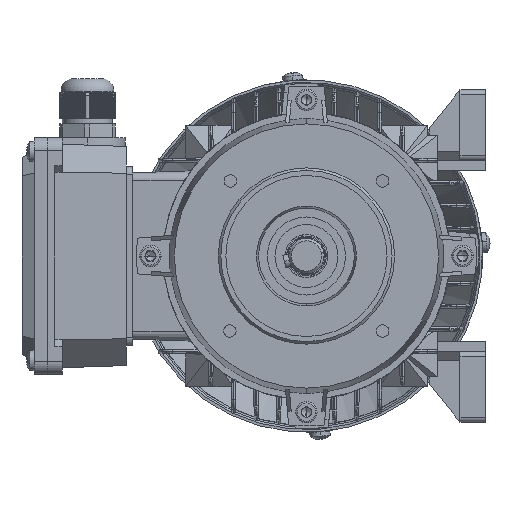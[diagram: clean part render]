
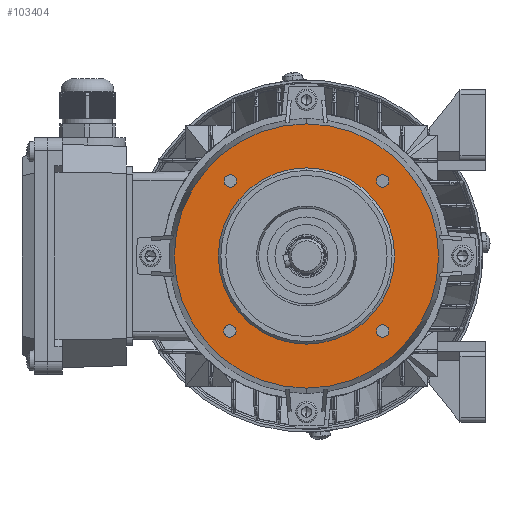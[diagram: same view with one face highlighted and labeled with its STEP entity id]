
A CAD part, left-side view. The second image highlights one B-rep face of the part: STEP entity #103404.
In plain terms, the highlighted face is planar.
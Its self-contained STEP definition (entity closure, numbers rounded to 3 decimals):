
#10174 = DIRECTION ( 'NONE',  ( 0., 0., 1. ) ) ;
#10224 = CARTESIAN_POINT ( 'NONE',  ( -52.5, 0., 31. ) ) ;
#10707 = DIRECTION ( 'NONE',  ( 1., 0., 0. ) ) ;
#44315 = CARTESIAN_POINT ( 'NONE',  ( 52.5, 0., 31. ) ) ;
#44316 = CARTESIAN_POINT ( 'NONE',  ( -52.5, 0., 31. ) ) ;
#44317 = DIRECTION ( 'NONE',  ( -1., 0., 0. ) ) ;
#44318 = DIRECTION ( 'NONE',  ( 0., 0., -1. ) ) ;
#44319 = CARTESIAN_POINT ( 'NONE',  ( 0., 0., 31. ) ) ;
#44320 = AXIS2_PLACEMENT_3D ( 'NONE', #44319, #44318, #44317 ) ;
#44325 = CIRCLE ( 'NONE', #44320, 52.5 ) ;
#44423 = CARTESIAN_POINT ( 'NONE',  ( -35., 0., 31. ) ) ;
#44424 = DIRECTION ( 'NONE',  ( -1., 0., 0. ) ) ;
#44425 = DIRECTION ( 'NONE',  ( 0., 0., -1. ) ) ;
#44426 = CARTESIAN_POINT ( 'NONE',  ( 0., 0., 31. ) ) ;
#44427 = AXIS2_PLACEMENT_3D ( 'NONE', #44426, #44425, #44424 ) ;
#44428 = CIRCLE ( 'NONE', #44427, 35. ) ;
#44429 = CARTESIAN_POINT ( 'NONE',  ( 35., 0., 31. ) ) ;
#44676 = CARTESIAN_POINT ( 'NONE',  ( 32.266, -30.294, 31. ) ) ;
#44677 = CARTESIAN_POINT ( 'NONE',  ( 27.349, -30.294, 31. ) ) ;
#44678 = DIRECTION ( 'NONE',  ( 1., 0., 0. ) ) ;
#44679 = DIRECTION ( 'NONE',  ( 0., 0., 1. ) ) ;
#44680 = CARTESIAN_POINT ( 'NONE',  ( 29.808, -30.294, 31. ) ) ;
#44681 = AXIS2_PLACEMENT_3D ( 'NONE', #44680, #44679, #44678 ) ;
#44687 = CIRCLE ( 'NONE', #44681, 2.459 ) ;
#44697 = CARTESIAN_POINT ( 'NONE',  ( -27.349, -30.294, 31. ) ) ;
#44698 = DIRECTION ( 'NONE',  ( 1., 0., 0. ) ) ;
#44699 = DIRECTION ( 'NONE',  ( 0., 0., 1. ) ) ;
#44700 = CARTESIAN_POINT ( 'NONE',  ( -29.808, -30.294, 31. ) ) ;
#44701 = AXIS2_PLACEMENT_3D ( 'NONE', #44700, #44699, #44698 ) ;
#44702 = CARTESIAN_POINT ( 'NONE',  ( -32.266, -30.294, 31. ) ) ;
#44707 = CIRCLE ( 'NONE', #44701, 2.458 ) ;
#45013 = CARTESIAN_POINT ( 'NONE',  ( -27.338, 30.438, 31. ) ) ;
#45014 = CARTESIAN_POINT ( 'NONE',  ( -32.255, 30.438, 31. ) ) ;
#45015 = DIRECTION ( 'NONE',  ( 1., 0., 0. ) ) ;
#45016 = DIRECTION ( 'NONE',  ( 0., 0., 1. ) ) ;
#45017 = CARTESIAN_POINT ( 'NONE',  ( -29.797, 30.438, 31. ) ) ;
#45018 = AXIS2_PLACEMENT_3D ( 'NONE', #45017, #45016, #45015 ) ;
#45023 = CIRCLE ( 'NONE', #45018, 2.458 ) ;
#45157 = DIRECTION ( 'NONE',  ( 1., 0., 0. ) ) ;
#45158 = DIRECTION ( 'NONE',  ( 0., 0., 1. ) ) ;
#45159 = CARTESIAN_POINT ( 'NONE',  ( 29.808, 30.294, 31. ) ) ;
#45160 = AXIS2_PLACEMENT_3D ( 'NONE', #45159, #45158, #45157 ) ;
#45167 = CIRCLE ( 'NONE', #45160, 2.459 ) ;
#45218 = CARTESIAN_POINT ( 'NONE',  ( 32.266, 30.294, 31. ) ) ;
#45219 = CARTESIAN_POINT ( 'NONE',  ( 27.349, 30.294, 31. ) ) ;
#47251 = DIRECTION ( 'NONE',  ( 1., 0., 0. ) ) ;
#47252 = DIRECTION ( 'NONE',  ( 0., 0., 1. ) ) ;
#47253 = CARTESIAN_POINT ( 'NONE',  ( -29.797, 30.438, 31. ) ) ;
#47254 = AXIS2_PLACEMENT_3D ( 'NONE', #47253, #47252, #47251 ) ;
#47255 = CIRCLE ( 'NONE', #47254, 2.458 ) ;
#47281 = DIRECTION ( 'NONE',  ( 1., 0., 0. ) ) ;
#47282 = DIRECTION ( 'NONE',  ( 0., 0., 1. ) ) ;
#47283 = CARTESIAN_POINT ( 'NONE',  ( 29.808, 30.294, 31. ) ) ;
#47284 = AXIS2_PLACEMENT_3D ( 'NONE', #47283, #47282, #47281 ) ;
#47285 = CIRCLE ( 'NONE', #47284, 2.459 ) ;
#49286 = DIRECTION ( 'NONE',  ( 1., 0., 0. ) ) ;
#49287 = DIRECTION ( 'NONE',  ( 0., 0., 1. ) ) ;
#49288 = CARTESIAN_POINT ( 'NONE',  ( 29.808, -30.294, 31. ) ) ;
#49289 = AXIS2_PLACEMENT_3D ( 'NONE', #49288, #49287, #49286 ) ;
#49290 = CIRCLE ( 'NONE', #49289, 2.459 ) ;
#49365 = DIRECTION ( 'NONE',  ( 1., 0., 0. ) ) ;
#49366 = DIRECTION ( 'NONE',  ( 0., 0., 1. ) ) ;
#49367 = CARTESIAN_POINT ( 'NONE',  ( -29.808, -30.294, 31. ) ) ;
#49368 = AXIS2_PLACEMENT_3D ( 'NONE', #49367, #49366, #49365 ) ;
#49369 = CIRCLE ( 'NONE', #49368, 2.458 ) ;
#49840 = AXIS2_PLACEMENT_3D ( 'NONE', #10224, #10174, #10707 ) ;
#49841 = PLANE ( 'NONE',  #49840 ) ;
#49842 = FACE_BOUND ( 'NONE', #103476, .T. ) ;
#49843 = FACE_BOUND ( 'NONE', #103473, .T. ) ;
#49844 = FACE_BOUND ( 'NONE', #103470, .T. ) ;
#49845 = FACE_BOUND ( 'NONE', #103412, .T. ) ;
#49846 = FACE_BOUND ( 'NONE', #103409, .T. ) ;
#49852 = FACE_OUTER_BOUND ( 'NONE', #103405, .T. ) ;
#49885 = DIRECTION ( 'NONE',  ( -1., 0., 0. ) ) ;
#49886 = DIRECTION ( 'NONE',  ( 0., 0., -1. ) ) ;
#49887 = CARTESIAN_POINT ( 'NONE',  ( 0., 0., 31. ) ) ;
#49888 = AXIS2_PLACEMENT_3D ( 'NONE', #49887, #49886, #49885 ) ;
#49893 = CIRCLE ( 'NONE', #49888, 35. ) ;
#49901 = DIRECTION ( 'NONE',  ( -1., 0., 0. ) ) ;
#49902 = DIRECTION ( 'NONE',  ( 0., 0., -1. ) ) ;
#49903 = CARTESIAN_POINT ( 'NONE',  ( 0., 0., 31. ) ) ;
#49904 = AXIS2_PLACEMENT_3D ( 'NONE', #49903, #49902, #49901 ) ;
#49905 = CIRCLE ( 'NONE', #49904, 52.5 ) ;
#100366 = EDGE_CURVE ( 'NONE', #100367, #100368, #44325, .T. ) ;
#100367 = VERTEX_POINT ( 'NONE', #44316 ) ;
#100368 = VERTEX_POINT ( 'NONE', #44315 ) ;
#100423 = VERTEX_POINT ( 'NONE', #44429 ) ;
#100425 = EDGE_CURVE ( 'NONE', #100426, #100423, #44428, .T. ) ;
#100426 = VERTEX_POINT ( 'NONE', #44423 ) ;
#100533 = EDGE_CURVE ( 'NONE', #100534, #100535, #44687, .T. ) ;
#100534 = VERTEX_POINT ( 'NONE', #44677 ) ;
#100535 = VERTEX_POINT ( 'NONE', #44676 ) ;
#100550 = EDGE_CURVE ( 'NONE', #100551, #100552, #44707, .T. ) ;
#100551 = VERTEX_POINT ( 'NONE', #44702 ) ;
#100552 = VERTEX_POINT ( 'NONE', #44697 ) ;
#100697 = EDGE_CURVE ( 'NONE', #100698, #100699, #45023, .T. ) ;
#100698 = VERTEX_POINT ( 'NONE', #45014 ) ;
#100699 = VERTEX_POINT ( 'NONE', #45013 ) ;
#100766 = EDGE_CURVE ( 'NONE', #100767, #100768, #45167, .T. ) ;
#100767 = VERTEX_POINT ( 'NONE', #45219 ) ;
#100768 = VERTEX_POINT ( 'NONE', #45218 ) ;
#101797 = EDGE_CURVE ( 'NONE', #100699, #100698, #47255, .T. ) ;
#101816 = EDGE_CURVE ( 'NONE', #100768, #100767, #47285, .T. ) ;
#102957 = EDGE_CURVE ( 'NONE', #100535, #100534, #49290, .T. ) ;
#103019 = EDGE_CURVE ( 'NONE', #100552, #100551, #49369, .T. ) ;
#103404 = ADVANCED_FACE ( 'NONE', ( #49852, #49846, #49845, #49844, #49843, #49842 ), #49841, .T. ) ;
#103405 = EDGE_LOOP ( 'NONE', ( #103406, #103407 ) ) ;
#103406 = ORIENTED_EDGE ( 'NONE', *, *, #100366, .F. ) ;
#103407 = ORIENTED_EDGE ( 'NONE', *, *, #103408, .F. ) ;
#103408 = EDGE_CURVE ( 'NONE', #100368, #100367, #49905, .T. ) ;
#103409 = EDGE_LOOP ( 'NONE', ( #103410, #103411 ) ) ;
#103410 = ORIENTED_EDGE ( 'NONE', *, *, #100425, .T. ) ;
#103411 = ORIENTED_EDGE ( 'NONE', *, *, #103422, .T. ) ;
#103412 = EDGE_LOOP ( 'NONE', ( #103468, #103469 ) ) ;
#103422 = EDGE_CURVE ( 'NONE', #100423, #100426, #49893, .T. ) ;
#103468 = ORIENTED_EDGE ( 'NONE', *, *, #100550, .F. ) ;
#103469 = ORIENTED_EDGE ( 'NONE', *, *, #103019, .F. ) ;
#103470 = EDGE_LOOP ( 'NONE', ( #103471, #103472 ) ) ;
#103471 = ORIENTED_EDGE ( 'NONE', *, *, #100533, .F. ) ;
#103472 = ORIENTED_EDGE ( 'NONE', *, *, #102957, .F. ) ;
#103473 = EDGE_LOOP ( 'NONE', ( #103474, #103475 ) ) ;
#103474 = ORIENTED_EDGE ( 'NONE', *, *, #100697, .F. ) ;
#103475 = ORIENTED_EDGE ( 'NONE', *, *, #101797, .F. ) ;
#103476 = EDGE_LOOP ( 'NONE', ( #103477, #103478 ) ) ;
#103477 = ORIENTED_EDGE ( 'NONE', *, *, #100766, .F. ) ;
#103478 = ORIENTED_EDGE ( 'NONE', *, *, #101816, .F. ) ;
